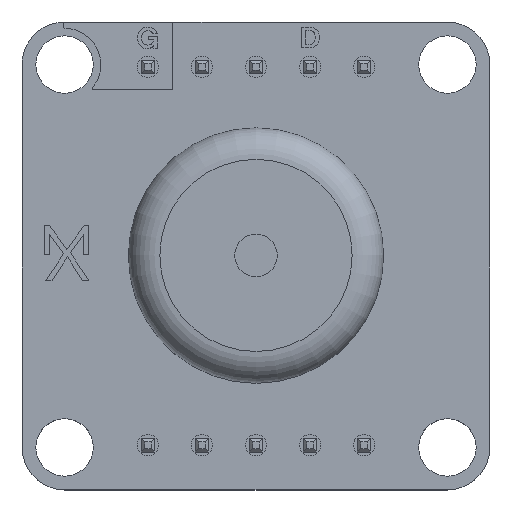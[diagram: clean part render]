
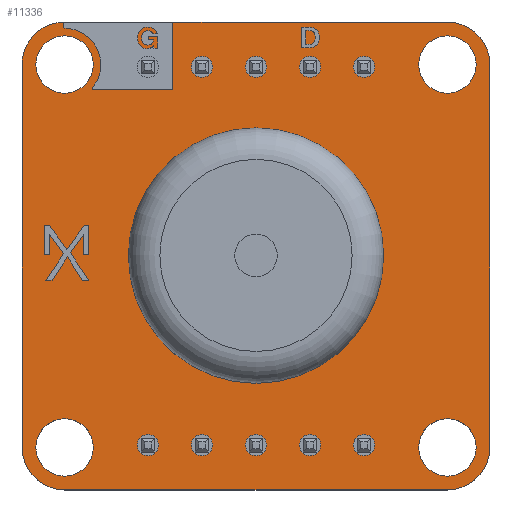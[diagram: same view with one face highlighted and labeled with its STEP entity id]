
A CAD part, top view. The second image highlights one B-rep face of the part: STEP entity #11336.
In plain terms, the highlighted planar face has unit normal (0, 0, 1).
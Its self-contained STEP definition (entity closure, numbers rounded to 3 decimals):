
#11011 = VERTEX_POINT('',#11012);
#11012 = CARTESIAN_POINT('',(8.998,10.998,1.51));
#11018 = EDGE_CURVE('',#11011,#11019,#11021,.T.);
#11019 = VERTEX_POINT('',#11020);
#11020 = CARTESIAN_POINT('',(10.998,8.998,1.51));
#11021 = CIRCLE('',#11022,2.);
#11022 = AXIS2_PLACEMENT_3D('',#11023,#11024,#11025);
#11023 = CARTESIAN_POINT('',(8.998,8.998,1.51));
#11024 = DIRECTION('',(0.,0.,-1.));
#11025 = DIRECTION('',(0.,1.,0.));
#11053 = VERTEX_POINT('',#11054);
#11054 = CARTESIAN_POINT('',(-8.993,10.998,1.51));
#11060 = EDGE_CURVE('',#11053,#11011,#11061,.T.);
#11061 = LINE('',#11062,#11063);
#11062 = CARTESIAN_POINT('',(-8.993,10.998,1.51));
#11063 = VECTOR('',#11064,1.);
#11064 = DIRECTION('',(1.,0.,0.));
#11082 = EDGE_CURVE('',#11019,#11083,#11085,.T.);
#11083 = VERTEX_POINT('',#11084);
#11084 = CARTESIAN_POINT('',(10.998,-9.002,1.51));
#11085 = LINE('',#11086,#11087);
#11086 = CARTESIAN_POINT('',(10.998,8.998,1.51));
#11087 = VECTOR('',#11088,1.);
#11088 = DIRECTION('',(0.,-1.,0.));
#11336 = ADVANCED_FACE('',(#11337,#11383,#11394,#11405,#11416,#11427,
    #11438,#11449,#11460,#11471,#11482,#11493,#11504,#11515,#11526,
    #11537,#11548),#11559,.T.);
#11337 = FACE_BOUND('',#11338,.T.);
#11338 = EDGE_LOOP('',(#11339,#11340,#11341,#11350,#11358,#11367,#11375,
    #11382));
#11339 = ORIENTED_EDGE('',*,*,#11018,.F.);
#11340 = ORIENTED_EDGE('',*,*,#11060,.F.);
#11341 = ORIENTED_EDGE('',*,*,#11342,.F.);
#11342 = EDGE_CURVE('',#11343,#11053,#11345,.T.);
#11343 = VERTEX_POINT('',#11344);
#11344 = CARTESIAN_POINT('',(-11.002,8.998,1.51));
#11345 = CIRCLE('',#11346,2.);
#11346 = AXIS2_PLACEMENT_3D('',#11347,#11348,#11349);
#11347 = CARTESIAN_POINT('',(-9.002,8.998,1.51));
#11348 = DIRECTION('',(0.,0.,-1.));
#11349 = DIRECTION('',(-1.,0.,-0.));
#11350 = ORIENTED_EDGE('',*,*,#11351,.F.);
#11351 = EDGE_CURVE('',#11352,#11343,#11354,.T.);
#11352 = VERTEX_POINT('',#11353);
#11353 = CARTESIAN_POINT('',(-11.002,-9.002,1.51));
#11354 = LINE('',#11355,#11356);
#11355 = CARTESIAN_POINT('',(-11.002,-9.002,1.51));
#11356 = VECTOR('',#11357,1.);
#11357 = DIRECTION('',(0.,1.,0.));
#11358 = ORIENTED_EDGE('',*,*,#11359,.F.);
#11359 = EDGE_CURVE('',#11360,#11352,#11362,.T.);
#11360 = VERTEX_POINT('',#11361);
#11361 = CARTESIAN_POINT('',(-9.002,-11.002,1.51));
#11362 = CIRCLE('',#11363,2.);
#11363 = AXIS2_PLACEMENT_3D('',#11364,#11365,#11366);
#11364 = CARTESIAN_POINT('',(-9.002,-9.002,1.51));
#11365 = DIRECTION('',(0.,0.,-1.));
#11366 = DIRECTION('',(0.,-1.,0.));
#11367 = ORIENTED_EDGE('',*,*,#11368,.F.);
#11368 = EDGE_CURVE('',#11369,#11360,#11371,.T.);
#11369 = VERTEX_POINT('',#11370);
#11370 = CARTESIAN_POINT('',(8.998,-11.002,1.51));
#11371 = LINE('',#11372,#11373);
#11372 = CARTESIAN_POINT('',(8.998,-11.002,1.51));
#11373 = VECTOR('',#11374,1.);
#11374 = DIRECTION('',(-1.,0.,0.));
#11375 = ORIENTED_EDGE('',*,*,#11376,.F.);
#11376 = EDGE_CURVE('',#11083,#11369,#11377,.T.);
#11377 = CIRCLE('',#11378,2.);
#11378 = AXIS2_PLACEMENT_3D('',#11379,#11380,#11381);
#11379 = CARTESIAN_POINT('',(8.998,-9.002,1.51));
#11380 = DIRECTION('',(0.,0.,-1.));
#11381 = DIRECTION('',(1.,0.,0.));
#11382 = ORIENTED_EDGE('',*,*,#11082,.F.);
#11383 = FACE_BOUND('',#11384,.T.);
#11384 = EDGE_LOOP('',(#11385));
#11385 = ORIENTED_EDGE('',*,*,#11386,.T.);
#11386 = EDGE_CURVE('',#11387,#11387,#11389,.T.);
#11387 = VERTEX_POINT('',#11388);
#11388 = CARTESIAN_POINT('',(-9.002,-10.352,1.51));
#11389 = CIRCLE('',#11390,1.35);
#11390 = AXIS2_PLACEMENT_3D('',#11391,#11392,#11393);
#11391 = CARTESIAN_POINT('',(-9.002,-9.002,1.51));
#11392 = DIRECTION('',(-0.,0.,-1.));
#11393 = DIRECTION('',(-0.,-1.,0.));
#11394 = FACE_BOUND('',#11395,.T.);
#11395 = EDGE_LOOP('',(#11396));
#11396 = ORIENTED_EDGE('',*,*,#11397,.T.);
#11397 = EDGE_CURVE('',#11398,#11398,#11400,.T.);
#11398 = VERTEX_POINT('',#11399);
#11399 = CARTESIAN_POINT('',(-5.082,-9.392,1.51));
#11400 = CIRCLE('',#11401,0.5);
#11401 = AXIS2_PLACEMENT_3D('',#11402,#11403,#11404);
#11402 = CARTESIAN_POINT('',(-5.082,-8.892,1.51));
#11403 = DIRECTION('',(-0.,0.,-1.));
#11404 = DIRECTION('',(-0.,-1.,0.));
#11405 = FACE_BOUND('',#11406,.T.);
#11406 = EDGE_LOOP('',(#11407));
#11407 = ORIENTED_EDGE('',*,*,#11408,.T.);
#11408 = EDGE_CURVE('',#11409,#11409,#11411,.T.);
#11409 = VERTEX_POINT('',#11410);
#11410 = CARTESIAN_POINT('',(-2.542,-9.392,1.51));
#11411 = CIRCLE('',#11412,0.5);
#11412 = AXIS2_PLACEMENT_3D('',#11413,#11414,#11415);
#11413 = CARTESIAN_POINT('',(-2.542,-8.892,1.51));
#11414 = DIRECTION('',(-0.,0.,-1.));
#11415 = DIRECTION('',(-0.,-1.,0.));
#11416 = FACE_BOUND('',#11417,.T.);
#11417 = EDGE_LOOP('',(#11418));
#11418 = ORIENTED_EDGE('',*,*,#11419,.T.);
#11419 = EDGE_CURVE('',#11420,#11420,#11422,.T.);
#11420 = VERTEX_POINT('',#11421);
#11421 = CARTESIAN_POINT('',(-0.002,-4.312,1.51));
#11422 = CIRCLE('',#11423,0.5);
#11423 = AXIS2_PLACEMENT_3D('',#11424,#11425,#11426);
#11424 = CARTESIAN_POINT('',(-0.002,-3.812,1.51));
#11425 = DIRECTION('',(-0.,0.,-1.));
#11426 = DIRECTION('',(0.,-1.,-0.));
#11427 = FACE_BOUND('',#11428,.T.);
#11428 = EDGE_LOOP('',(#11429));
#11429 = ORIENTED_EDGE('',*,*,#11430,.T.);
#11430 = EDGE_CURVE('',#11431,#11431,#11433,.T.);
#11431 = VERTEX_POINT('',#11432);
#11432 = CARTESIAN_POINT('',(-0.002,-9.392,1.51));
#11433 = CIRCLE('',#11434,0.5);
#11434 = AXIS2_PLACEMENT_3D('',#11435,#11436,#11437);
#11435 = CARTESIAN_POINT('',(-0.002,-8.892,1.51));
#11436 = DIRECTION('',(-0.,0.,-1.));
#11437 = DIRECTION('',(0.,-1.,-0.));
#11438 = FACE_BOUND('',#11439,.T.);
#11439 = EDGE_LOOP('',(#11440));
#11440 = ORIENTED_EDGE('',*,*,#11441,.T.);
#11441 = EDGE_CURVE('',#11442,#11442,#11444,.T.);
#11442 = VERTEX_POINT('',#11443);
#11443 = CARTESIAN_POINT('',(2.538,-9.392,1.51));
#11444 = CIRCLE('',#11445,0.5);
#11445 = AXIS2_PLACEMENT_3D('',#11446,#11447,#11448);
#11446 = CARTESIAN_POINT('',(2.538,-8.892,1.51));
#11447 = DIRECTION('',(-0.,0.,-1.));
#11448 = DIRECTION('',(-0.,-1.,0.));
#11449 = FACE_BOUND('',#11450,.T.);
#11450 = EDGE_LOOP('',(#11451));
#11451 = ORIENTED_EDGE('',*,*,#11452,.T.);
#11452 = EDGE_CURVE('',#11453,#11453,#11455,.T.);
#11453 = VERTEX_POINT('',#11454);
#11454 = CARTESIAN_POINT('',(5.078,-9.392,1.51));
#11455 = CIRCLE('',#11456,0.5);
#11456 = AXIS2_PLACEMENT_3D('',#11457,#11458,#11459);
#11457 = CARTESIAN_POINT('',(5.078,-8.892,1.51));
#11458 = DIRECTION('',(-0.,0.,-1.));
#11459 = DIRECTION('',(-0.,-1.,0.));
#11460 = FACE_BOUND('',#11461,.T.);
#11461 = EDGE_LOOP('',(#11462));
#11462 = ORIENTED_EDGE('',*,*,#11463,.T.);
#11463 = EDGE_CURVE('',#11464,#11464,#11466,.T.);
#11464 = VERTEX_POINT('',#11465);
#11465 = CARTESIAN_POINT('',(8.998,-10.352,1.51));
#11466 = CIRCLE('',#11467,1.35);
#11467 = AXIS2_PLACEMENT_3D('',#11468,#11469,#11470);
#11468 = CARTESIAN_POINT('',(8.998,-9.002,1.51));
#11469 = DIRECTION('',(-0.,0.,-1.));
#11470 = DIRECTION('',(-0.,-1.,0.));
#11471 = FACE_BOUND('',#11472,.T.);
#11472 = EDGE_LOOP('',(#11473));
#11473 = ORIENTED_EDGE('',*,*,#11474,.T.);
#11474 = EDGE_CURVE('',#11475,#11475,#11477,.T.);
#11475 = VERTEX_POINT('',#11476);
#11476 = CARTESIAN_POINT('',(-0.002,3.308,1.51));
#11477 = CIRCLE('',#11478,0.5);
#11478 = AXIS2_PLACEMENT_3D('',#11479,#11480,#11481);
#11479 = CARTESIAN_POINT('',(-0.002,3.808,1.51));
#11480 = DIRECTION('',(-0.,0.,-1.));
#11481 = DIRECTION('',(0.,-1.,-0.));
#11482 = FACE_BOUND('',#11483,.T.);
#11483 = EDGE_LOOP('',(#11484));
#11484 = ORIENTED_EDGE('',*,*,#11485,.T.);
#11485 = EDGE_CURVE('',#11486,#11486,#11488,.T.);
#11486 = VERTEX_POINT('',#11487);
#11487 = CARTESIAN_POINT('',(-9.002,7.648,1.51));
#11488 = CIRCLE('',#11489,1.35);
#11489 = AXIS2_PLACEMENT_3D('',#11490,#11491,#11492);
#11490 = CARTESIAN_POINT('',(-9.002,8.998,1.51));
#11491 = DIRECTION('',(-0.,0.,-1.));
#11492 = DIRECTION('',(-0.,-1.,0.));
#11493 = FACE_BOUND('',#11494,.T.);
#11494 = EDGE_LOOP('',(#11495));
#11495 = ORIENTED_EDGE('',*,*,#11496,.T.);
#11496 = EDGE_CURVE('',#11497,#11497,#11499,.T.);
#11497 = VERTEX_POINT('',#11498);
#11498 = CARTESIAN_POINT('',(-5.082,8.388,1.51));
#11499 = CIRCLE('',#11500,0.5);
#11500 = AXIS2_PLACEMENT_3D('',#11501,#11502,#11503);
#11501 = CARTESIAN_POINT('',(-5.082,8.888,1.51));
#11502 = DIRECTION('',(-0.,0.,-1.));
#11503 = DIRECTION('',(-0.,-1.,0.));
#11504 = FACE_BOUND('',#11505,.T.);
#11505 = EDGE_LOOP('',(#11506));
#11506 = ORIENTED_EDGE('',*,*,#11507,.T.);
#11507 = EDGE_CURVE('',#11508,#11508,#11510,.T.);
#11508 = VERTEX_POINT('',#11509);
#11509 = CARTESIAN_POINT('',(-2.542,8.388,1.51));
#11510 = CIRCLE('',#11511,0.5);
#11511 = AXIS2_PLACEMENT_3D('',#11512,#11513,#11514);
#11512 = CARTESIAN_POINT('',(-2.542,8.888,1.51));
#11513 = DIRECTION('',(-0.,0.,-1.));
#11514 = DIRECTION('',(-0.,-1.,0.));
#11515 = FACE_BOUND('',#11516,.T.);
#11516 = EDGE_LOOP('',(#11517));
#11517 = ORIENTED_EDGE('',*,*,#11518,.T.);
#11518 = EDGE_CURVE('',#11519,#11519,#11521,.T.);
#11519 = VERTEX_POINT('',#11520);
#11520 = CARTESIAN_POINT('',(-0.002,8.388,1.51));
#11521 = CIRCLE('',#11522,0.5);
#11522 = AXIS2_PLACEMENT_3D('',#11523,#11524,#11525);
#11523 = CARTESIAN_POINT('',(-0.002,8.888,1.51));
#11524 = DIRECTION('',(-0.,0.,-1.));
#11525 = DIRECTION('',(0.,-1.,-0.));
#11526 = FACE_BOUND('',#11527,.T.);
#11527 = EDGE_LOOP('',(#11528));
#11528 = ORIENTED_EDGE('',*,*,#11529,.T.);
#11529 = EDGE_CURVE('',#11530,#11530,#11532,.T.);
#11530 = VERTEX_POINT('',#11531);
#11531 = CARTESIAN_POINT('',(2.538,8.388,1.51));
#11532 = CIRCLE('',#11533,0.5);
#11533 = AXIS2_PLACEMENT_3D('',#11534,#11535,#11536);
#11534 = CARTESIAN_POINT('',(2.538,8.888,1.51));
#11535 = DIRECTION('',(-0.,0.,-1.));
#11536 = DIRECTION('',(-0.,-1.,0.));
#11537 = FACE_BOUND('',#11538,.T.);
#11538 = EDGE_LOOP('',(#11539));
#11539 = ORIENTED_EDGE('',*,*,#11540,.T.);
#11540 = EDGE_CURVE('',#11541,#11541,#11543,.T.);
#11541 = VERTEX_POINT('',#11542);
#11542 = CARTESIAN_POINT('',(5.078,8.388,1.51));
#11543 = CIRCLE('',#11544,0.5);
#11544 = AXIS2_PLACEMENT_3D('',#11545,#11546,#11547);
#11545 = CARTESIAN_POINT('',(5.078,8.888,1.51));
#11546 = DIRECTION('',(-0.,0.,-1.));
#11547 = DIRECTION('',(-0.,-1.,0.));
#11548 = FACE_BOUND('',#11549,.T.);
#11549 = EDGE_LOOP('',(#11550));
#11550 = ORIENTED_EDGE('',*,*,#11551,.T.);
#11551 = EDGE_CURVE('',#11552,#11552,#11554,.T.);
#11552 = VERTEX_POINT('',#11553);
#11553 = CARTESIAN_POINT('',(8.998,7.648,1.51));
#11554 = CIRCLE('',#11555,1.35);
#11555 = AXIS2_PLACEMENT_3D('',#11556,#11557,#11558);
#11556 = CARTESIAN_POINT('',(8.998,8.998,1.51));
#11557 = DIRECTION('',(-0.,0.,-1.));
#11558 = DIRECTION('',(-0.,-1.,0.));
#11559 = PLANE('',#11560);
#11560 = AXIS2_PLACEMENT_3D('',#11561,#11562,#11563);
#11561 = CARTESIAN_POINT('',(0.,0.,1.51));
#11562 = DIRECTION('',(0.,0.,1.));
#11563 = DIRECTION('',(1.,0.,-0.));
